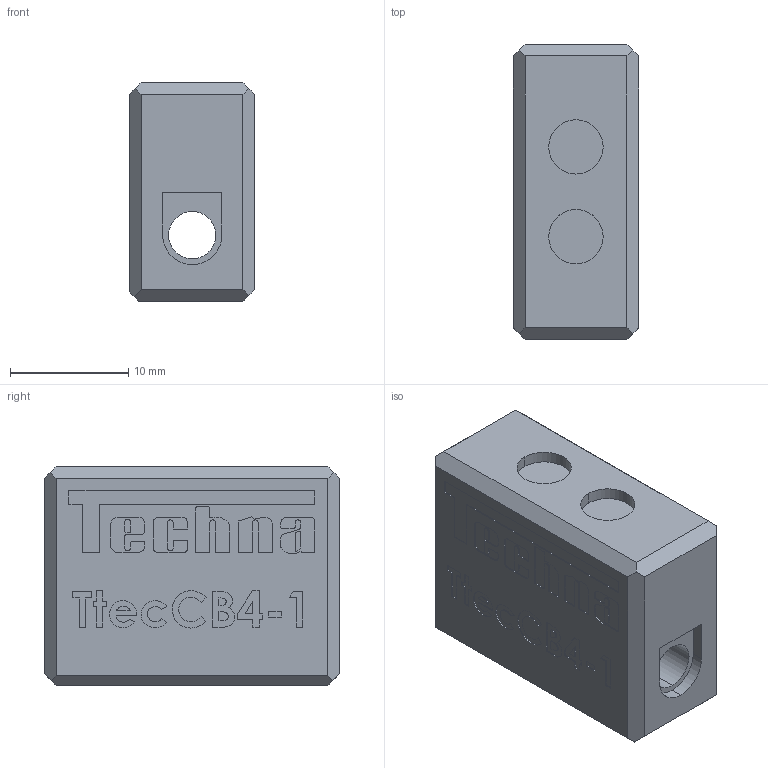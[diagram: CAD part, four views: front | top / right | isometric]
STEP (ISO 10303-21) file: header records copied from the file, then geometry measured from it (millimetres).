
FILE_DESCRIPTION (( 'STEP AP214' ), '1' );
FILE_NAME ('TtecCB4-1.STEP', '2020-06-10T07:12:25', ( '' ), ( '' ), 'SwSTEP 2.0', 'SolidWorks 2020', '' );
FILE_SCHEMA (( 'AUTOMOTIVE_DESIGN' ));
Length unit declared in the file: millimetre
Products named in the file (1): TtecCB4-1
Bounding box: 10.6 x 25 x 18.5 mm (x, y, z)
Volume: 4409.1 mm3; surface area: 2101.7 mm2
Topology: 1 solids, 1 shells, 515 faces, 1401 edges, 934 vertices
Faces by surface type: plane 314, cylinder 133, bspline 68
Entity records: 25162 total; most frequent: CARTESIAN_POINT 7175, ORIENTED_EDGE 2802, DIRECTION 2427, EDGE_CURVE 1401, LINE 999, VECTOR 999, VERTEX_POINT 934, AXIS2_PLACEMENT_3D 714
